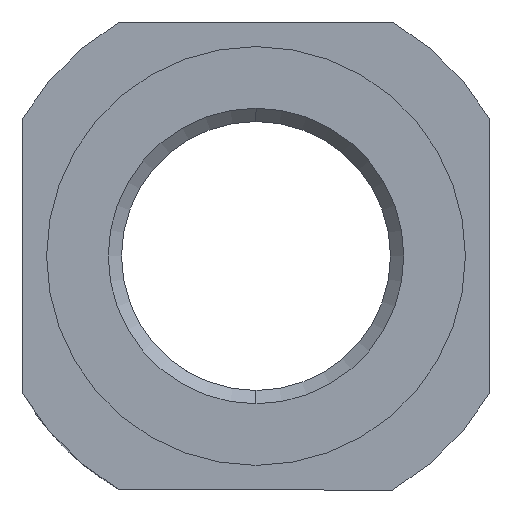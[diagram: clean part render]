
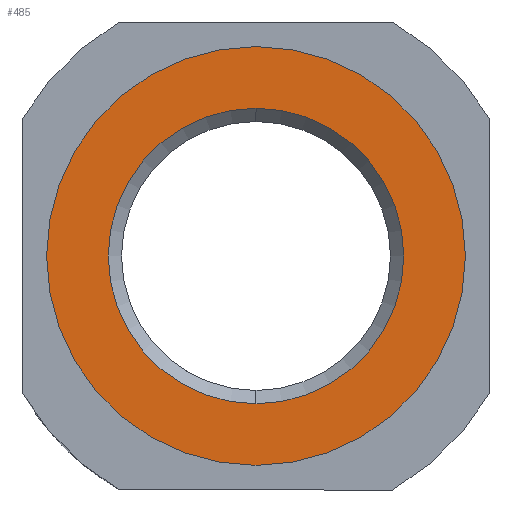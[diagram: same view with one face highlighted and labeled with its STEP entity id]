
A CAD part, left-side view. The second image highlights one B-rep face of the part: STEP entity #485.
In plain terms, the highlighted planar face has unit normal (-1, 0, 0).
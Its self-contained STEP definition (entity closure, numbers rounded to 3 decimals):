
#52 = AXIS2_PLACEMENT_3D ( 'NONE', #596, #212, #411 ) ;
#79 = CARTESIAN_POINT ( 'NONE',  ( -1., -8.732, 8.5 ) ) ;
#116 = DIRECTION ( 'NONE',  ( 0., 0., 1. ) ) ;
#128 = CIRCLE ( 'NONE', #357, 8.5 ) ;
#154 = CIRCLE ( 'NONE', #402, 6. ) ;
#155 = AXIS2_PLACEMENT_3D ( 'NONE', #724, #591, #352 ) ;
#175 = DIRECTION ( 'NONE',  ( 1., 0., 0. ) ) ;
#179 = EDGE_CURVE ( 'NONE', #783, #638, #501, .T. ) ;
#181 = CIRCLE ( 'NONE', #52, 6. ) ;
#186 = ORIENTED_EDGE ( 'NONE', *, *, #557, .T. ) ;
#206 = DIRECTION ( 'NONE',  ( 0., 1., 0. ) ) ;
#212 = DIRECTION ( 'NONE',  ( 1., 0., 0. ) ) ;
#275 = VERTEX_POINT ( 'NONE', #428 ) ;
#315 = DIRECTION ( 'NONE',  ( 1., 0., 0. ) ) ;
#330 = FACE_BOUND ( 'NONE', #645, .T. ) ;
#332 = CARTESIAN_POINT ( 'NONE',  ( -1., 0., -8.5 ) ) ;
#352 = DIRECTION ( 'NONE',  ( 0., 0., -1. ) ) ;
#357 = AXIS2_PLACEMENT_3D ( 'NONE', #395, #315, #750 ) ;
#390 = AXIS2_PLACEMENT_3D ( 'NONE', #79, #701, #206 ) ;
#395 = CARTESIAN_POINT ( 'NONE',  ( -1., 0., 0. ) ) ;
#402 = AXIS2_PLACEMENT_3D ( 'NONE', #495, #175, #116 ) ;
#411 = DIRECTION ( 'NONE',  ( 0., 0., 1. ) ) ;
#426 = ORIENTED_EDGE ( 'NONE', *, *, #663, .T. ) ;
#428 = CARTESIAN_POINT ( 'NONE',  ( -1., 0., -6. ) ) ;
#436 = CARTESIAN_POINT ( 'NONE',  ( -1., 0., 8.5 ) ) ;
#485 = ADVANCED_FACE ( 'NONE', ( #504, #330 ), #765, .T. ) ;
#495 = CARTESIAN_POINT ( 'NONE',  ( -1., 0., 0. ) ) ;
#501 = CIRCLE ( 'NONE', #155, 8.5 ) ;
#504 = FACE_OUTER_BOUND ( 'NONE', #766, .T. ) ;
#518 = VERTEX_POINT ( 'NONE', #696 ) ;
#557 = EDGE_CURVE ( 'NONE', #518, #275, #181, .T. ) ;
#584 = ORIENTED_EDGE ( 'NONE', *, *, #179, .F. ) ;
#591 = DIRECTION ( 'NONE',  ( 1., 0., 0. ) ) ;
#596 = CARTESIAN_POINT ( 'NONE',  ( -1., 0., 0. ) ) ;
#610 = ORIENTED_EDGE ( 'NONE', *, *, #717, .F. ) ;
#638 = VERTEX_POINT ( 'NONE', #436 ) ;
#645 = EDGE_LOOP ( 'NONE', ( #426, #186 ) ) ;
#663 = EDGE_CURVE ( 'NONE', #275, #518, #154, .T. ) ;
#696 = CARTESIAN_POINT ( 'NONE',  ( -1., 0., 6. ) ) ;
#701 = DIRECTION ( 'NONE',  ( -1., 0., 0. ) ) ;
#717 = EDGE_CURVE ( 'NONE', #638, #783, #128, .T. ) ;
#724 = CARTESIAN_POINT ( 'NONE',  ( -1., 0., 0. ) ) ;
#750 = DIRECTION ( 'NONE',  ( 0., 0., -1. ) ) ;
#765 = PLANE ( 'NONE',  #390 ) ;
#766 = EDGE_LOOP ( 'NONE', ( #610, #584 ) ) ;
#783 = VERTEX_POINT ( 'NONE', #332 ) ;
